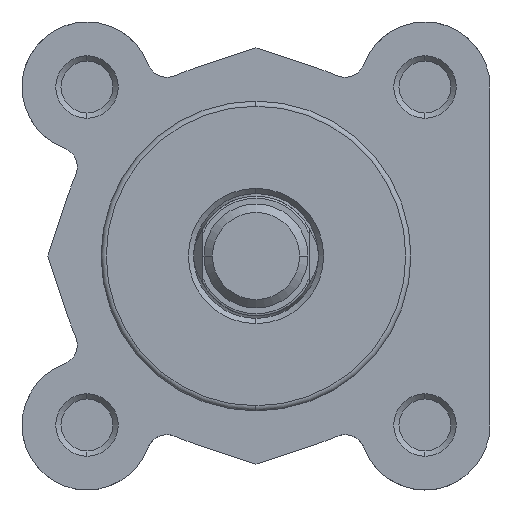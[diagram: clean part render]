
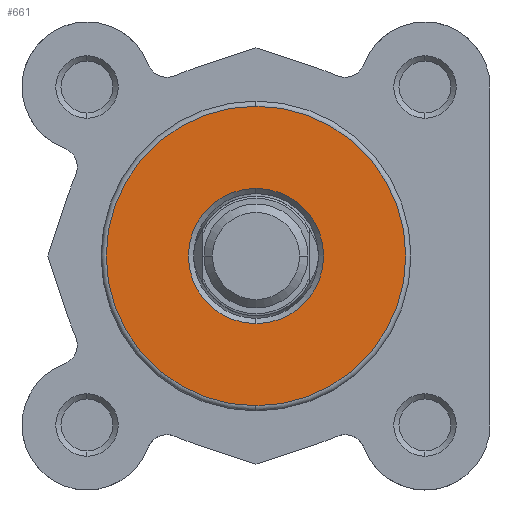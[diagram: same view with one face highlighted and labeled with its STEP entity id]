
A CAD part, left-side view. The second image highlights one B-rep face of the part: STEP entity #661.
In plain terms, the highlighted planar face has unit normal (-1, 0, 0).
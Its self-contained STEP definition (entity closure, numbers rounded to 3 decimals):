
#58 = VERTEX_POINT ( 'NONE', #5145 ) ;
#661 = ADVANCED_FACE ( 'NONE', ( #6727, #6733 ), #2506, .T. ) ;
#686 = EDGE_LOOP ( 'NONE', ( #6092, #6091 ) ) ;
#716 = EDGE_LOOP ( 'NONE', ( #6090, #6089 ) ) ;
#2047 = CIRCLE ( 'NONE', #4635, 6.5 ) ;
#2050 = CIRCLE ( 'NONE', #4638, 14.4 ) ;
#2233 = CIRCLE ( 'NONE', #4705, 14.4 ) ;
#2236 = CIRCLE ( 'NONE', #4703, 6.5 ) ;
#2499 = CARTESIAN_POINT ( 'NONE',  ( 0., -6., 0. ) ) ;
#2506 = PLANE ( 'NONE',  #4436 ) ;
#2507 = DIRECTION ( 'NONE',  ( -1., 0., 0. ) ) ;
#2508 = DIRECTION ( 'NONE',  ( 0., 0., 1. ) ) ;
#2830 = CARTESIAN_POINT ( 'NONE',  ( 0., 0., 0. ) ) ;
#2832 = DIRECTION ( 'NONE',  ( 1., 0., 0. ) ) ;
#2833 = DIRECTION ( 'NONE',  ( 0., 0., 1. ) ) ;
#2843 = CARTESIAN_POINT ( 'NONE',  ( 0., 0., 0. ) ) ;
#2845 = DIRECTION ( 'NONE',  ( -1., 0., 0. ) ) ;
#2847 = DIRECTION ( 'NONE',  ( 0., 0., 1. ) ) ;
#3382 = CARTESIAN_POINT ( 'NONE',  ( 0., 0., 0. ) ) ;
#3385 = CARTESIAN_POINT ( 'NONE',  ( 0., 0., 0. ) ) ;
#3388 = DIRECTION ( 'NONE',  ( -1., 0., 0. ) ) ;
#3390 = DIRECTION ( 'NONE',  ( 0., 0., 1. ) ) ;
#3393 = DIRECTION ( 'NONE',  ( 1., 0., 0. ) ) ;
#3395 = DIRECTION ( 'NONE',  ( 0., 0., 1. ) ) ;
#3508 = CARTESIAN_POINT ( 'NONE',  ( 0., 0., 14.4 ) ) ;
#3512 = CARTESIAN_POINT ( 'NONE',  ( 0., 0., -14.4 ) ) ;
#3524 = CARTESIAN_POINT ( 'NONE',  ( 0., 0., -6.5 ) ) ;
#4057 = EDGE_CURVE ( 'NONE', #5215, #58, #2047, .T. ) ;
#4060 = EDGE_CURVE ( 'NONE', #5207, #5205, #2050, .T. ) ;
#4167 = EDGE_CURVE ( 'NONE', #5205, #5207, #2233, .T. ) ;
#4168 = EDGE_CURVE ( 'NONE', #58, #5215, #2236, .T. ) ;
#4436 = AXIS2_PLACEMENT_3D ( 'NONE', #2499, #2507, #2508 ) ;
#4635 = AXIS2_PLACEMENT_3D ( 'NONE', #2830, #2832, #2833 ) ;
#4638 = AXIS2_PLACEMENT_3D ( 'NONE', #2843, #2845, #2847 ) ;
#4703 = AXIS2_PLACEMENT_3D ( 'NONE', #3382, #3393, #3395 ) ;
#4705 = AXIS2_PLACEMENT_3D ( 'NONE', #3385, #3388, #3390 ) ;
#5145 = CARTESIAN_POINT ( 'NONE',  ( 0., 0., 6.5 ) ) ;
#5205 = VERTEX_POINT ( 'NONE', #3508 ) ;
#5207 = VERTEX_POINT ( 'NONE', #3512 ) ;
#5215 = VERTEX_POINT ( 'NONE', #3524 ) ;
#6089 = ORIENTED_EDGE ( 'NONE', *, *, #4060, .T. ) ;
#6090 = ORIENTED_EDGE ( 'NONE', *, *, #4167, .T. ) ;
#6091 = ORIENTED_EDGE ( 'NONE', *, *, #4057, .T. ) ;
#6092 = ORIENTED_EDGE ( 'NONE', *, *, #4168, .T. ) ;
#6727 = FACE_BOUND ( 'NONE', #686, .T. ) ;
#6733 = FACE_OUTER_BOUND ( 'NONE', #716, .T. ) ;
